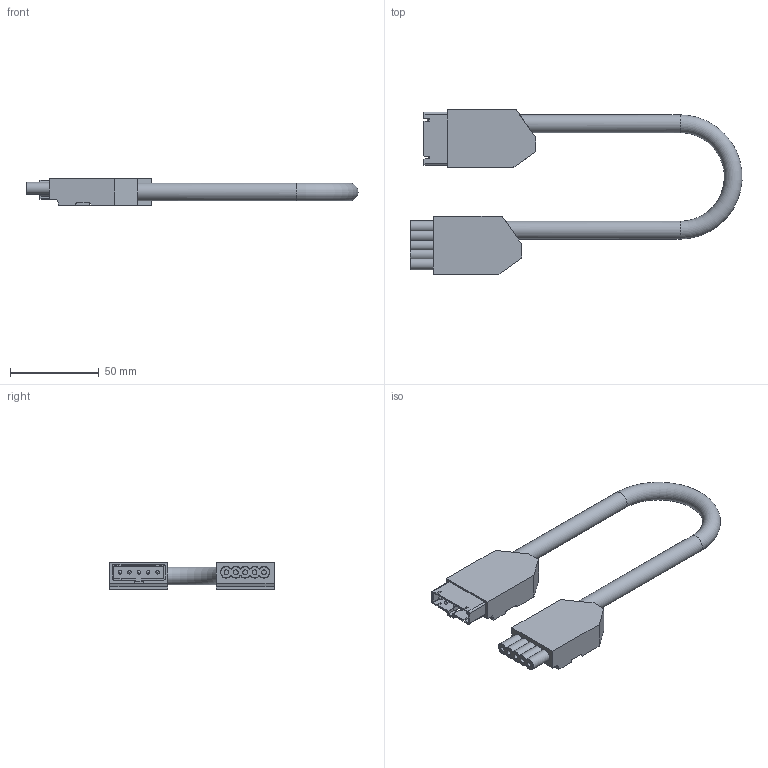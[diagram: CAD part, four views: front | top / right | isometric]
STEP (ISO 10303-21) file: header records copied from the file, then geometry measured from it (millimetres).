
FILE_DESCRIPTION(/* description */ ('STEP AP214'),/* implementation_level */ '2;1');
FILE_NAME(/* name */ '6SACP5J516B.2000',/* time_stamp */ '2022-12-09T10:37:13+01:00',/* author */ ('License CC BY-ND 4.0'),/* organization */ ('CADENAS'),/* preprocessor_version */ 'ST-DEVELOPER v18.102',/* originating_system */ 'PARTsolutions',/* authorisation */ ' ');
FILE_SCHEMA (('AP242_MANAGED_MODEL_BASED_3D_ENGINEERING_MIM_LF { 1 0 10303 442 1 1 4 }','AUTOMOTIVE_DESIGN {1 0 10303 214 3 1 1}'));
Length unit declared in the file: millimetre
Products named in the file (1): 6SACP5J516B.2000
Bounding box: 187.14 x 92.58 x 15 mm (x, y, z)
Volume: 67101.3 mm3; surface area: 22656.7 mm2
Topology: 1 solids, 1 shells, 154 faces, 419 edges, 274 vertices
Faces by surface type: plane 94, cylinder 42, cone 12, sphere 5, torus 1
Full cylindrical faces by diameter (mm): 2 x5, 2.7 x5, 10 x2
Entity records: 5749 total; most frequent: CARTESIAN_POINT 830, DIRECTION 789, ORIENTED_EDGE 778, EDGE_CURVE 389, LINE 283, VECTOR 283, VERTEX_POINT 262, AXIS2_PLACEMENT_3D 253
